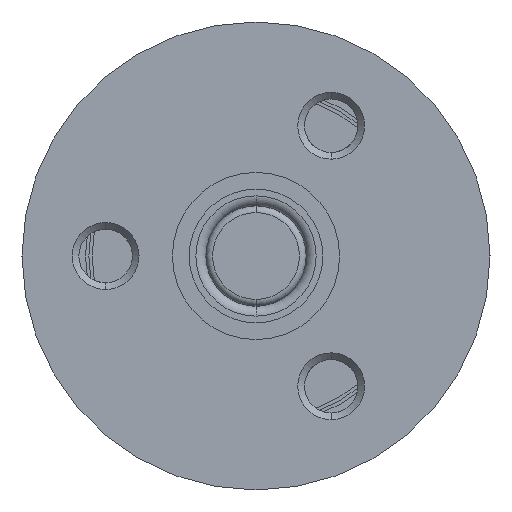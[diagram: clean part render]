
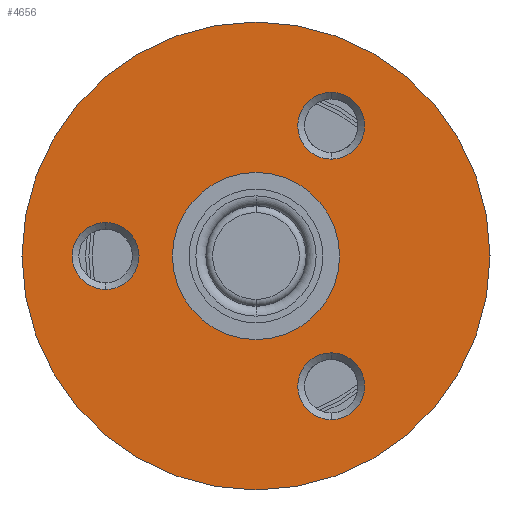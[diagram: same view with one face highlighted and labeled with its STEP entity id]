
A CAD part, left-side view. The second image highlights one B-rep face of the part: STEP entity #4656.
In plain terms, the highlighted planar face has unit normal (-1, 0, 0).
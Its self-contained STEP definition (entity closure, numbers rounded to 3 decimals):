
#926 = CIRCLE ( 'NONE', #6274, 1. ) ;
#1554 = CARTESIAN_POINT ( 'NONE',  ( 92.072, -2.25, 2.897 ) ) ;
#2044 = DIRECTION ( 'NONE',  ( 0., 0., -1. ) ) ;
#2077 = CARTESIAN_POINT ( 'NONE',  ( 92.072, 0., 2.5 ) ) ;
#2135 = VERTEX_POINT ( 'NONE', #42319 ) ;
#2178 = DIRECTION ( 'NONE',  ( 0., 0., -1. ) ) ;
#2530 = CARTESIAN_POINT ( 'NONE',  ( 92.072, 0., 0. ) ) ;
#2732 = AXIS2_PLACEMENT_3D ( 'NONE', #20588, #20354, #9936 ) ;
#3065 = CARTESIAN_POINT ( 'NONE',  ( 92.072, 4.5, -1. ) ) ;
#3580 = CARTESIAN_POINT ( 'NONE',  ( 92.072, -2.25, -3.897 ) ) ;
#4086 = CARTESIAN_POINT ( 'NONE',  ( 92.072, -2.25, 4.897 ) ) ;
#4630 = DIRECTION ( 'NONE',  ( 0., 0., -1. ) ) ;
#4656 = ADVANCED_FACE ( 'NONE', ( #38150, #41935, #9607, #20497, #42384 ), #35317, .F. ) ;
#5305 = AXIS2_PLACEMENT_3D ( 'NONE', #41097, #41575, #2178 ) ;
#5424 = VERTEX_POINT ( 'NONE', #34234 ) ;
#5429 = AXIS2_PLACEMENT_3D ( 'NONE', #2530, #45666, #28220 ) ;
#5616 = CARTESIAN_POINT ( 'NONE',  ( 92.072, -2.25, 3.897 ) ) ;
#5709 = EDGE_CURVE ( 'NONE', #2135, #37815, #9967, .T. ) ;
#6274 = AXIS2_PLACEMENT_3D ( 'NONE', #30821, #19765, #16180 ) ;
#8298 = CARTESIAN_POINT ( 'NONE',  ( 92.072, 0., 0. ) ) ;
#8301 = DIRECTION ( 'NONE',  ( 1., 0., 0. ) ) ;
#8350 = DIRECTION ( 'NONE',  ( 0., 0., -1. ) ) ;
#8444 = EDGE_CURVE ( 'NONE', #40672, #5424, #37441, .T. ) ;
#9186 = EDGE_CURVE ( 'NONE', #46389, #41316, #19476, .T. ) ;
#9607 = FACE_BOUND ( 'NONE', #22840, .T. ) ;
#9936 = DIRECTION ( 'NONE',  ( 0., 0., -1. ) ) ;
#9967 = CIRCLE ( 'NONE', #18982, 7. ) ;
#10887 = ORIENTED_EDGE ( 'NONE', *, *, #21180, .T. ) ;
#12081 = CIRCLE ( 'NONE', #38476, 7. ) ;
#12362 = DIRECTION ( 'NONE',  ( 1., 0., 0. ) ) ;
#13595 = CIRCLE ( 'NONE', #40744, 1. ) ;
#15343 = EDGE_LOOP ( 'NONE', ( #10887, #30871 ) ) ;
#15478 = CIRCLE ( 'NONE', #2732, 1. ) ;
#16104 = DIRECTION ( 'NONE',  ( 1., 0., 0. ) ) ;
#16180 = DIRECTION ( 'NONE',  ( 0., 0., -1. ) ) ;
#17856 = AXIS2_PLACEMENT_3D ( 'NONE', #5616, #23546, #2044 ) ;
#18167 = VERTEX_POINT ( 'NONE', #3065 ) ;
#18285 = ORIENTED_EDGE ( 'NONE', *, *, #28833, .T. ) ;
#18474 = EDGE_CURVE ( 'NONE', #18167, #29374, #25645, .T. ) ;
#18633 = DIRECTION ( 'NONE',  ( 1., 0., 0. ) ) ;
#18671 = ORIENTED_EDGE ( 'NONE', *, *, #9186, .T. ) ;
#18943 = DIRECTION ( 'NONE',  ( 1., 0., 0. ) ) ;
#18982 = AXIS2_PLACEMENT_3D ( 'NONE', #22787, #16104, #33332 ) ;
#19476 = CIRCLE ( 'NONE', #46531, 2.5 ) ;
#19765 = DIRECTION ( 'NONE',  ( 1., 0., 0. ) ) ;
#20354 = DIRECTION ( 'NONE',  ( 1., 0., 0. ) ) ;
#20497 = FACE_BOUND ( 'NONE', #34507, .T. ) ;
#20588 = CARTESIAN_POINT ( 'NONE',  ( 92.072, 4.5, 0. ) ) ;
#21180 = EDGE_CURVE ( 'NONE', #5424, #40672, #13595, .T. ) ;
#21671 = VERTEX_POINT ( 'NONE', #4086 ) ;
#21816 = DIRECTION ( 'NONE',  ( 0., 0., -1. ) ) ;
#22468 = ORIENTED_EDGE ( 'NONE', *, *, #18474, .T. ) ;
#22787 = CARTESIAN_POINT ( 'NONE',  ( 92.072, 0., 0. ) ) ;
#22840 = EDGE_LOOP ( 'NONE', ( #27272, #18285 ) ) ;
#23006 = CARTESIAN_POINT ( 'NONE',  ( 92.072, -2.25, -3.897 ) ) ;
#23546 = DIRECTION ( 'NONE',  ( 1., 0., 0. ) ) ;
#24061 = EDGE_CURVE ( 'NONE', #41316, #46389, #31830, .T. ) ;
#24349 = CARTESIAN_POINT ( 'NONE',  ( 92.072, 4.5, 1. ) ) ;
#25645 = CIRCLE ( 'NONE', #5305, 1. ) ;
#26303 = DIRECTION ( 'NONE',  ( 1., 0., 0. ) ) ;
#26931 = CIRCLE ( 'NONE', #17856, 1. ) ;
#27272 = ORIENTED_EDGE ( 'NONE', *, *, #43274, .T. ) ;
#27859 = EDGE_CURVE ( 'NONE', #29374, #18167, #15478, .T. ) ;
#28220 = DIRECTION ( 'NONE',  ( 0., 0., -1. ) ) ;
#28833 = EDGE_CURVE ( 'NONE', #32974, #21671, #26931, .T. ) ;
#29374 = VERTEX_POINT ( 'NONE', #24349 ) ;
#29698 = ORIENTED_EDGE ( 'NONE', *, *, #40612, .F. ) ;
#30060 = CARTESIAN_POINT ( 'NONE',  ( 92.072, 0., -7. ) ) ;
#30821 = CARTESIAN_POINT ( 'NONE',  ( 92.072, -2.25, 3.897 ) ) ;
#30871 = ORIENTED_EDGE ( 'NONE', *, *, #8444, .T. ) ;
#31830 = CIRCLE ( 'NONE', #32596, 2.5 ) ;
#32204 = CARTESIAN_POINT ( 'NONE',  ( 92.072, 0., 0. ) ) ;
#32596 = AXIS2_PLACEMENT_3D ( 'NONE', #32204, #8301, #37101 ) ;
#32936 = EDGE_LOOP ( 'NONE', ( #33672, #29698 ) ) ;
#32974 = VERTEX_POINT ( 'NONE', #1554 ) ;
#33332 = DIRECTION ( 'NONE',  ( 0., 0., -1. ) ) ;
#33672 = ORIENTED_EDGE ( 'NONE', *, *, #5709, .F. ) ;
#34067 = CARTESIAN_POINT ( 'NONE',  ( 92.072, -2.25, -4.897 ) ) ;
#34234 = CARTESIAN_POINT ( 'NONE',  ( 92.072, -2.25, -2.897 ) ) ;
#34507 = EDGE_LOOP ( 'NONE', ( #18671, #42420 ) ) ;
#35317 = PLANE ( 'NONE',  #5429 ) ;
#37101 = DIRECTION ( 'NONE',  ( 0., 0., -1. ) ) ;
#37441 = CIRCLE ( 'NONE', #41213, 1. ) ;
#37815 = VERTEX_POINT ( 'NONE', #30060 ) ;
#38150 = FACE_BOUND ( 'NONE', #44680, .T. ) ;
#38476 = AXIS2_PLACEMENT_3D ( 'NONE', #41166, #12362, #4630 ) ;
#39876 = DIRECTION ( 'NONE',  ( 0., 0., -1. ) ) ;
#40612 = EDGE_CURVE ( 'NONE', #37815, #2135, #12081, .T. ) ;
#40672 = VERTEX_POINT ( 'NONE', #34067 ) ;
#40744 = AXIS2_PLACEMENT_3D ( 'NONE', #23006, #26303, #8350 ) ;
#41097 = CARTESIAN_POINT ( 'NONE',  ( 92.072, 4.5, 0. ) ) ;
#41166 = CARTESIAN_POINT ( 'NONE',  ( 92.072, 0., 0. ) ) ;
#41213 = AXIS2_PLACEMENT_3D ( 'NONE', #3580, #18633, #39876 ) ;
#41316 = VERTEX_POINT ( 'NONE', #42505 ) ;
#41575 = DIRECTION ( 'NONE',  ( 1., 0., 0. ) ) ;
#41935 = FACE_BOUND ( 'NONE', #15343, .T. ) ;
#42319 = CARTESIAN_POINT ( 'NONE',  ( 92.072, 0., 7. ) ) ;
#42384 = FACE_OUTER_BOUND ( 'NONE', #32936, .T. ) ;
#42420 = ORIENTED_EDGE ( 'NONE', *, *, #24061, .T. ) ;
#42505 = CARTESIAN_POINT ( 'NONE',  ( 92.072, 0., -2.5 ) ) ;
#43274 = EDGE_CURVE ( 'NONE', #21671, #32974, #926, .T. ) ;
#44680 = EDGE_LOOP ( 'NONE', ( #46605, #22468 ) ) ;
#45666 = DIRECTION ( 'NONE',  ( 1., 0., 0. ) ) ;
#46389 = VERTEX_POINT ( 'NONE', #2077 ) ;
#46531 = AXIS2_PLACEMENT_3D ( 'NONE', #8298, #18943, #21816 ) ;
#46605 = ORIENTED_EDGE ( 'NONE', *, *, #27859, .T. ) ;
